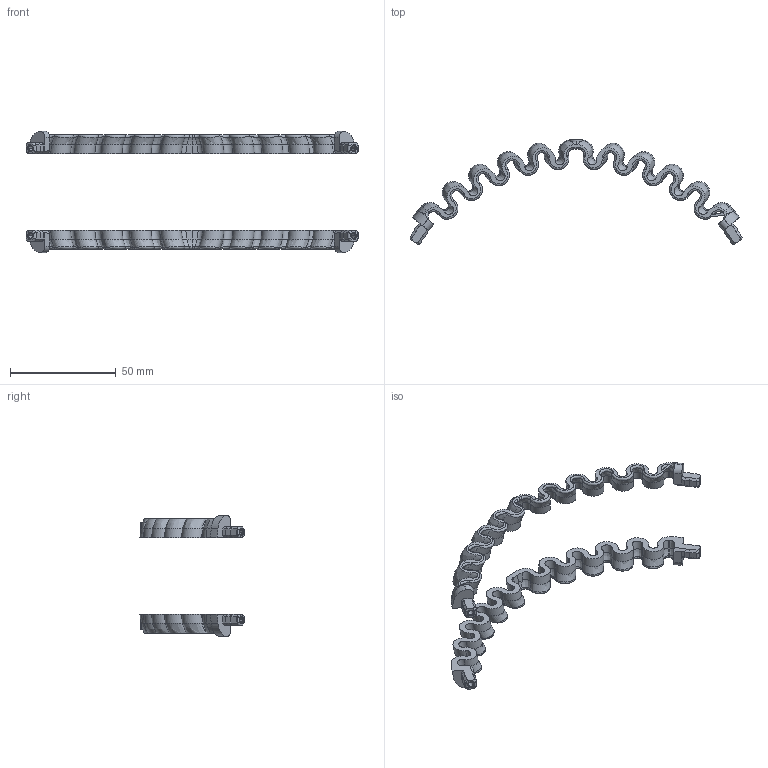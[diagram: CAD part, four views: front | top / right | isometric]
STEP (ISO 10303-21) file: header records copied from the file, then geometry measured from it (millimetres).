
FILE_DESCRIPTION (( 'STEP AP203' ), '1' );
FILE_NAME ('HPH-038-Headband-Round-LARGE.STEP', '2023-07-19T00:17:42', ( '' ), ( '' ), 'SwSTEP 2.0', 'SolidWorks 2020', '' );
FILE_SCHEMA (( 'CONFIG_CONTROL_DESIGN' ));
Length unit declared in the file: millimetre
Products named in the file (1): HPH-038-Headband-Round-LARGE
Bounding box: 157.32 x 49.37 x 57.47 mm (x, y, z)
Volume: 15871.4 mm3; surface area: 14927.2 mm2
Topology: 2 solids, 2 shells, 508 faces, 1270 edges, 776 vertices
Faces by surface type: bspline 276, plane 136, cylinder 64, torus 24, cone 8
Entity records: 29711 total; most frequent: CARTESIAN_POINT 19689, ORIENTED_EDGE 2540, DIRECTION 1514, EDGE_CURVE 1270, VERTEX_POINT 776, AXIS2_PLACEMENT_3D 557, EDGE_LOOP 518, FACE_OUTER_BOUND 508
